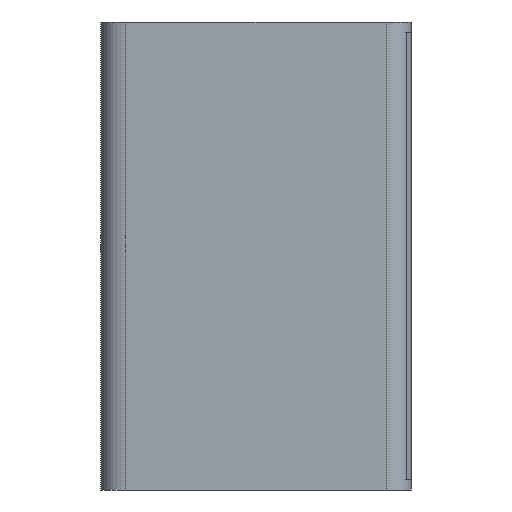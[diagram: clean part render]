
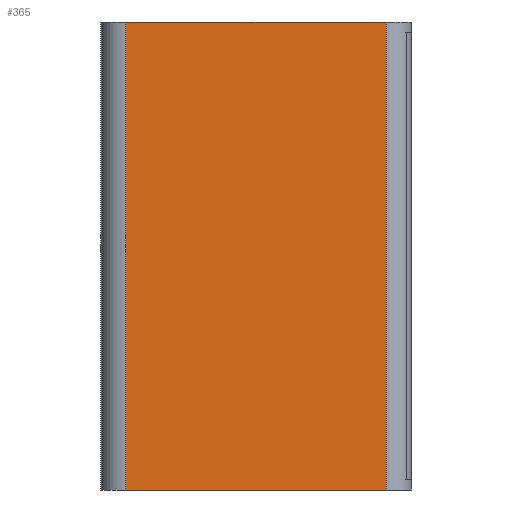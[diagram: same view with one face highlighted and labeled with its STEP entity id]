
A CAD part, left-side view. The second image highlights one B-rep face of the part: STEP entity #365.
In plain terms, the highlighted planar face has unit normal (-1, 0, 0).
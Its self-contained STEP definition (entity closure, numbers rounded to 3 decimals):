
#65 = EDGE_CURVE ( 'NONE', #2678, #1299, #793, .T. ) ;
#357 = EDGE_CURVE ( 'NONE', #3387, #735, #2391, .T. ) ;
#365 = ADVANCED_FACE ( 'NONE', ( #1631 ), #3305, .F. ) ;
#644 = LINE ( 'NONE', #672, #3357 ) ;
#672 = CARTESIAN_POINT ( 'NONE',  ( -5.75, -26., 3. ) ) ;
#735 = VERTEX_POINT ( 'NONE', #2151 ) ;
#793 = LINE ( 'NONE', #1339, #2152 ) ;
#1179 = ORIENTED_EDGE ( 'NONE', *, *, #2406, .T. ) ;
#1270 = ORIENTED_EDGE ( 'NONE', *, *, #357, .F. ) ;
#1299 = VERTEX_POINT ( 'NONE', #3329 ) ;
#1339 = CARTESIAN_POINT ( 'NONE',  ( -5.75, -31., -90.5 ) ) ;
#1507 = CARTESIAN_POINT ( 'NONE',  ( -5.75, -31., 3. ) ) ;
#1631 = FACE_OUTER_BOUND ( 'NONE', #2279, .T. ) ;
#1754 = DIRECTION ( 'NONE',  ( 0., 1., 0. ) ) ;
#1902 = CARTESIAN_POINT ( 'NONE',  ( -5.75, -26., -90.5 ) ) ;
#2151 = CARTESIAN_POINT ( 'NONE',  ( -5.75, -26., 3. ) ) ;
#2152 = VECTOR ( 'NONE', #2930, 1000. ) ;
#2163 = VECTOR ( 'NONE', #2710, 1000. ) ;
#2220 = CARTESIAN_POINT ( 'NONE',  ( -5.75, 26., 3. ) ) ;
#2234 = ORIENTED_EDGE ( 'NONE', *, *, #3390, .T. ) ;
#2243 = DIRECTION ( 'NONE',  ( 1., 0., 0. ) ) ;
#2279 = EDGE_LOOP ( 'NONE', ( #1179, #1270, #2234, #2782 ) ) ;
#2391 = LINE ( 'NONE', #1507, #2923 ) ;
#2406 = EDGE_CURVE ( 'NONE', #2678, #735, #644, .T. ) ;
#2488 = CARTESIAN_POINT ( 'NONE',  ( -5.75, 26., 3. ) ) ;
#2678 = VERTEX_POINT ( 'NONE', #1902 ) ;
#2710 = DIRECTION ( 'NONE',  ( 0., 0., -1. ) ) ;
#2758 = CARTESIAN_POINT ( 'NONE',  ( -5.75, -31., 3. ) ) ;
#2778 = DIRECTION ( 'NONE',  ( 0., -1., 0. ) ) ;
#2782 = ORIENTED_EDGE ( 'NONE', *, *, #65, .F. ) ;
#2819 = AXIS2_PLACEMENT_3D ( 'NONE', #2758, #2243, #1754 ) ;
#2857 = LINE ( 'NONE', #2488, #2163 ) ;
#2923 = VECTOR ( 'NONE', #2778, 1000. ) ;
#2930 = DIRECTION ( 'NONE',  ( 0., 1., 0. ) ) ;
#3294 = DIRECTION ( 'NONE',  ( 0., 0., 1. ) ) ;
#3305 = PLANE ( 'NONE',  #2819 ) ;
#3329 = CARTESIAN_POINT ( 'NONE',  ( -5.75, 26., -90.5 ) ) ;
#3357 = VECTOR ( 'NONE', #3294, 1000. ) ;
#3387 = VERTEX_POINT ( 'NONE', #2220 ) ;
#3390 = EDGE_CURVE ( 'NONE', #3387, #1299, #2857, .T. ) ;
